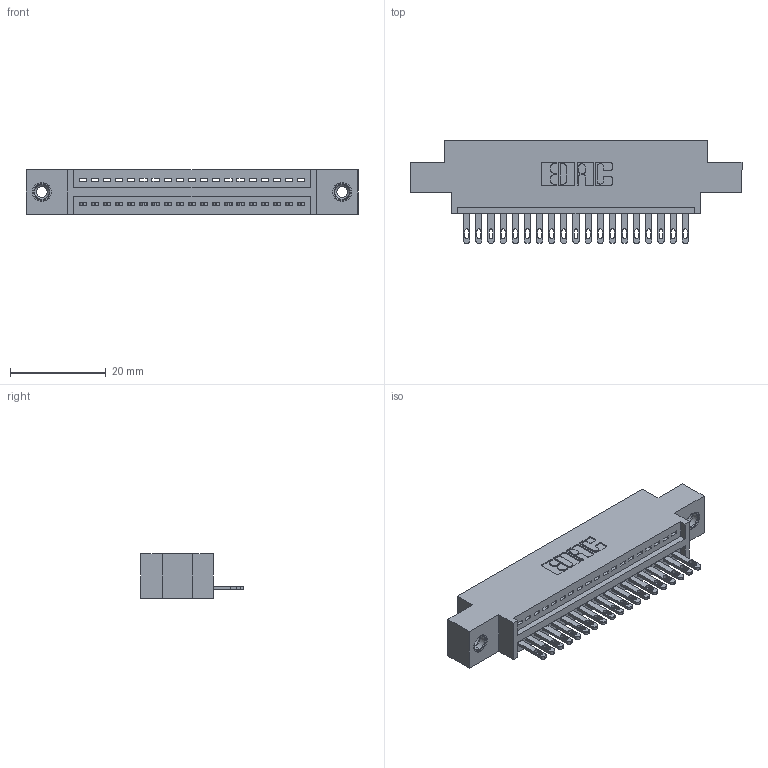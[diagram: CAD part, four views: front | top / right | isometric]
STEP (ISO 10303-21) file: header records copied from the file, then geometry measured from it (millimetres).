
FILE_DESCRIPTION (( 'STEP AP203' ), '1' );
FILE_NAME ('345-019-500-608.STEP', '2019-10-04T18:28:24', ( '' ), ( '' ), 'SwSTEP 2.0', 'SolidWorks 2016', '' );
FILE_SCHEMA (( 'CONFIG_CONTROL_DESIGN' ));
Length unit declared in the file: inch
Products named in the file (4): 345-292-001_345-293-100; 345 Part_0.170 Offset - 0.156 Dia-TI; 345-250-001_345-250-003-102; 345-019-500-608
Assembly tree (22 placements, depth 2):
  345-019-500-608
    345 Part_0.170 Offset - 0.156 Dia-TI
    345-292-001_345-293-100  x19
    345-250-001_345-250-003-102  x2
Bounding box: 69.47 x 21.51 x 9.4 mm (x, y, z)
Volume: 6301.7 mm3; surface area: 8250.1 mm2
Topology: 22 solids, 22 shells, 1216 faces, 3681 edges, 2446 vertices
Faces by surface type: plane 762, cylinder 438, cone 12, torus 4
Entity records: 18644 total; most frequent: CARTESIAN_POINT 3212, ORIENTED_EDGE 3158, DIRECTION 2867, EDGE_CURVE 1579, VECTOR 1347, LINE 1347, VERTEX_POINT 1048, AXIS2_PLACEMENT_3D 760
